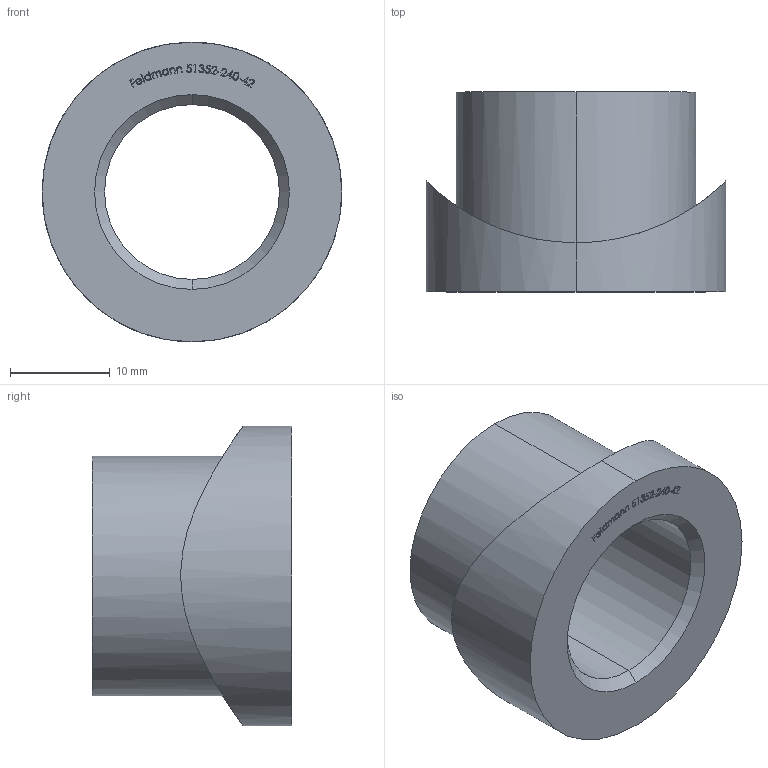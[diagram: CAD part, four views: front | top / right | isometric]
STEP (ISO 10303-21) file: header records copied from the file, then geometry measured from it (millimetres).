
FILE_DESCRIPTION (( 'STEP AP203' ), '1' );
FILE_NAME ('51352-240-42.STEP', '2016-02-16T13:19:24', ( '' ), ( '' ), 'SwSTEP 2.0', 'SolidWorks 2015', '' );
FILE_SCHEMA (( 'CONFIG_CONTROL_DESIGN' ));
Length unit declared in the file: millimetre
Products named in the file (1): 51352-240-42
Bounding box: 30 x 20 x 30 mm (x, y, z)
Volume: 6033.9 mm3; surface area: 3755.7 mm2
Topology: 1 solids, 1 shells, 271 faces, 722 edges, 480 vertices
Faces by surface type: plane 155, bspline 105, cylinder 7, cone 4
Entity records: 14327 total; most frequent: CARTESIAN_POINT 8207, ORIENTED_EDGE 1444, DIRECTION 854, EDGE_CURVE 722, VECTOR 496, LINE 496, VERTEX_POINT 480, EDGE_LOOP 300
